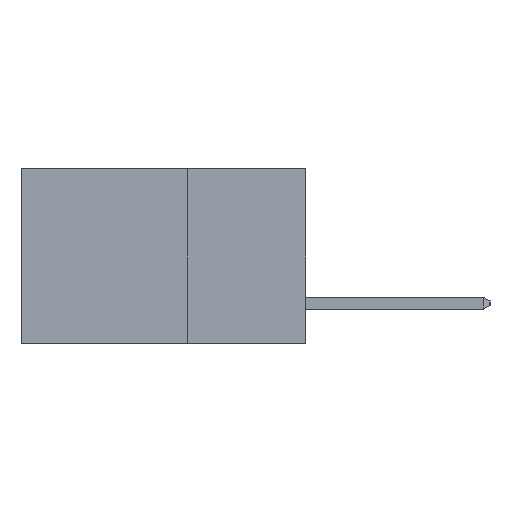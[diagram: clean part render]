
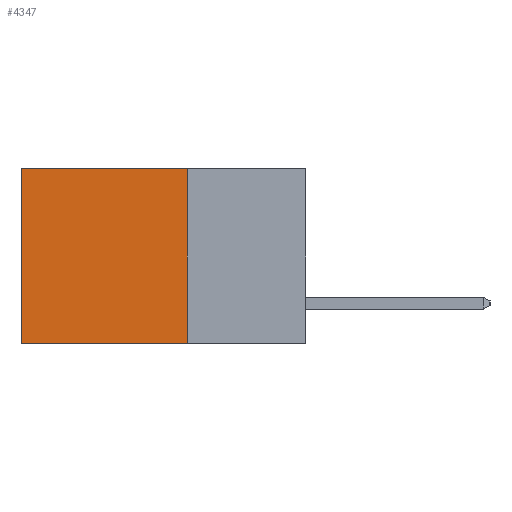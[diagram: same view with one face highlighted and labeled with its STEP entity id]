
A CAD part, left-side view. The second image highlights one B-rep face of the part: STEP entity #4347.
In plain terms, the highlighted planar face has unit normal (-1, 0, 0).
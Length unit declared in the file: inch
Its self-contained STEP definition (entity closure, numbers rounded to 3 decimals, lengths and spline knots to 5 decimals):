
#979 = ORIENTED_EDGE ( 'NONE', *, *, #17418, .T. ) ;
#1363 = ORIENTED_EDGE ( 'NONE', *, *, #12152, .F. ) ;
#1562 = VERTEX_POINT ( 'NONE', #11276 ) ;
#1810 = EDGE_CURVE ( 'NONE', #6347, #19896, #14016, .T. ) ;
#1870 = VECTOR ( 'NONE', #13225, 39.37008 ) ;
#2685 = AXIS2_PLACEMENT_3D ( 'NONE', #15878, #15859, #15856 ) ;
#3477 = VECTOR ( 'NONE', #7384, 39.37008 ) ;
#3527 = EDGE_CURVE ( 'NONE', #14412, #1562, #15829, .T. ) ;
#4347 = ADVANCED_FACE ( 'NONE', ( #4995 ), #15975, .F. ) ;
#4995 = FACE_OUTER_BOUND ( 'NONE', #6653, .T. ) ;
#5781 = VECTOR ( 'NONE', #9112, 39.37008 ) ;
#6115 = LINE ( 'NONE', #7019, #1870 ) ;
#6347 = VERTEX_POINT ( 'NONE', #13694 ) ;
#6653 = EDGE_LOOP ( 'NONE', ( #979, #14607, #1363, #7584 ) ) ;
#6659 = VECTOR ( 'NONE', #18819, 39.37008 ) ;
#7019 = CARTESIAN_POINT ( 'NONE',  ( 0.2615, 0.6, -0.37 ) ) ;
#7384 = DIRECTION ( 'NONE',  ( 0., 0., -1. ) ) ;
#7584 = ORIENTED_EDGE ( 'NONE', *, *, #3527, .T. ) ;
#9110 = CARTESIAN_POINT ( 'NONE',  ( 0.2615, 0.25, -0.37 ) ) ;
#9112 = DIRECTION ( 'NONE',  ( 0., 1., 0. ) ) ;
#11276 = CARTESIAN_POINT ( 'NONE',  ( 0.2615, 0.6, 0. ) ) ;
#12152 = EDGE_CURVE ( 'NONE', #14412, #6347, #15831, .T. ) ;
#13225 = DIRECTION ( 'NONE',  ( 0., 0., -1. ) ) ;
#13694 = CARTESIAN_POINT ( 'NONE',  ( 0.2615, 0.25, -0.37 ) ) ;
#14016 = LINE ( 'NONE', #9110, #5781 ) ;
#14412 = VERTEX_POINT ( 'NONE', #17752 ) ;
#14607 = ORIENTED_EDGE ( 'NONE', *, *, #1810, .F. ) ;
#14693 = CARTESIAN_POINT ( 'NONE',  ( 0.2615, 0.6, -0.37 ) ) ;
#15111 = CARTESIAN_POINT ( 'NONE',  ( 0.2615, 0.25, -0.37 ) ) ;
#15829 = LINE ( 'NONE', #19478, #6659 ) ;
#15831 = LINE ( 'NONE', #15111, #3477 ) ;
#15856 = DIRECTION ( 'NONE',  ( 0., 0., -1. ) ) ;
#15859 = DIRECTION ( 'NONE',  ( 1., 0., 0. ) ) ;
#15878 = CARTESIAN_POINT ( 'NONE',  ( 0.2615, 0.25, -0.37 ) ) ;
#15975 = PLANE ( 'NONE',  #2685 ) ;
#17418 = EDGE_CURVE ( 'NONE', #1562, #19896, #6115, .T. ) ;
#17752 = CARTESIAN_POINT ( 'NONE',  ( 0.2615, 0.25, 0. ) ) ;
#18819 = DIRECTION ( 'NONE',  ( 0., 1., 0. ) ) ;
#19478 = CARTESIAN_POINT ( 'NONE',  ( 0.2615, 0.25, 0. ) ) ;
#19896 = VERTEX_POINT ( 'NONE', #14693 ) ;
